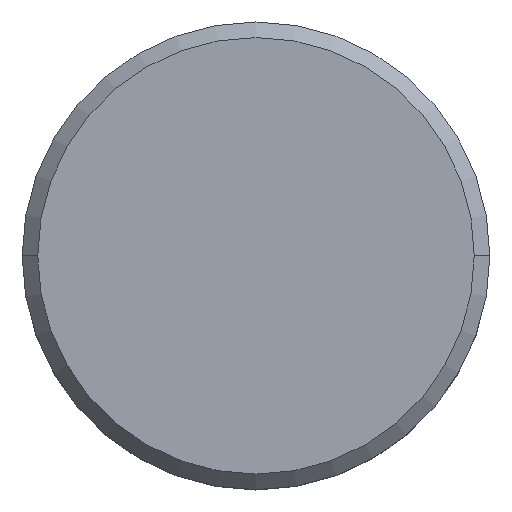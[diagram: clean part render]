
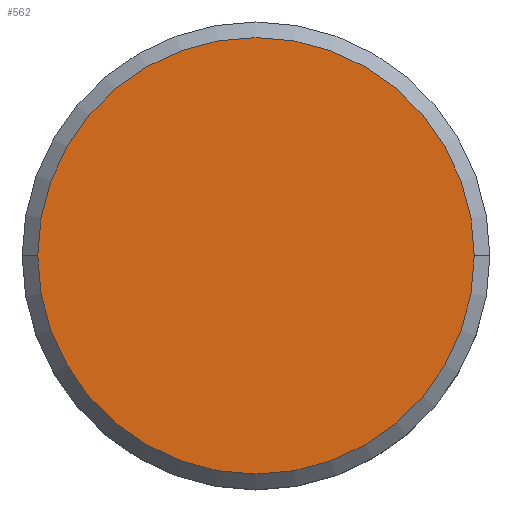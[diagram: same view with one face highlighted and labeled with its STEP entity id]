
A CAD part, top view. The second image highlights one B-rep face of the part: STEP entity #562.
In plain terms, the highlighted planar face has unit normal (0, 0, 1).
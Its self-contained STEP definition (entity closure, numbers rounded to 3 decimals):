
#28 = CARTESIAN_POINT ( 'NONE',  ( 0., 0., 0. ) ) ;
#72 = ORIENTED_EDGE ( 'NONE', *, *, #481, .T. ) ;
#76 = AXIS2_PLACEMENT_3D ( 'NONE', #480, #154, #195 ) ;
#91 = AXIS2_PLACEMENT_3D ( 'NONE', #28, #359, #269 ) ;
#117 = VERTEX_POINT ( 'NONE', #172 ) ;
#133 = EDGE_CURVE ( 'NONE', #570, #117, #252, .T. ) ;
#154 = DIRECTION ( 'NONE',  ( 0., 0., 1. ) ) ;
#172 = CARTESIAN_POINT ( 'NONE',  ( 7., 0., 0. ) ) ;
#181 = FACE_OUTER_BOUND ( 'NONE', #447, .T. ) ;
#195 = DIRECTION ( 'NONE',  ( 1., 0., 0. ) ) ;
#252 = CIRCLE ( 'NONE', #330, 7. ) ;
#269 = DIRECTION ( 'NONE',  ( 1., 0., 0. ) ) ;
#285 = PLANE ( 'NONE',  #76 ) ;
#330 = AXIS2_PLACEMENT_3D ( 'NONE', #554, #460, #466 ) ;
#354 = ORIENTED_EDGE ( 'NONE', *, *, #133, .T. ) ;
#359 = DIRECTION ( 'NONE',  ( 0., 0., 1. ) ) ;
#447 = EDGE_LOOP ( 'NONE', ( #354, #72 ) ) ;
#460 = DIRECTION ( 'NONE',  ( 0., 0., 1. ) ) ;
#466 = DIRECTION ( 'NONE',  ( 1., 0., 0. ) ) ;
#480 = CARTESIAN_POINT ( 'NONE',  ( 0., 0., 0. ) ) ;
#481 = EDGE_CURVE ( 'NONE', #117, #570, #498, .T. ) ;
#498 = CIRCLE ( 'NONE', #91, 7. ) ;
#529 = CARTESIAN_POINT ( 'NONE',  ( -7., 0., 0. ) ) ;
#554 = CARTESIAN_POINT ( 'NONE',  ( 0., 0., 0. ) ) ;
#562 = ADVANCED_FACE ( 'NONE', ( #181 ), #285, .T. ) ;
#570 = VERTEX_POINT ( 'NONE', #529 ) ;
